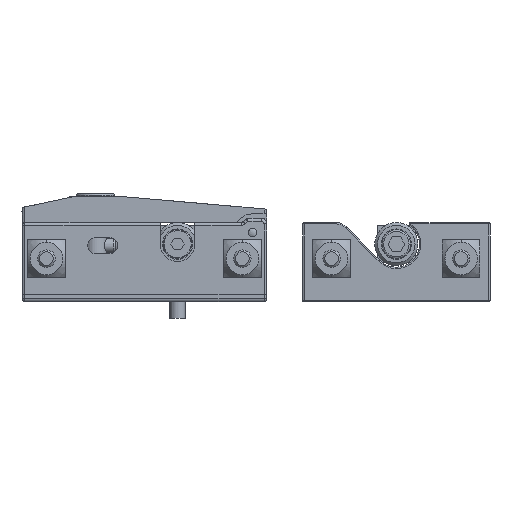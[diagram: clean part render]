
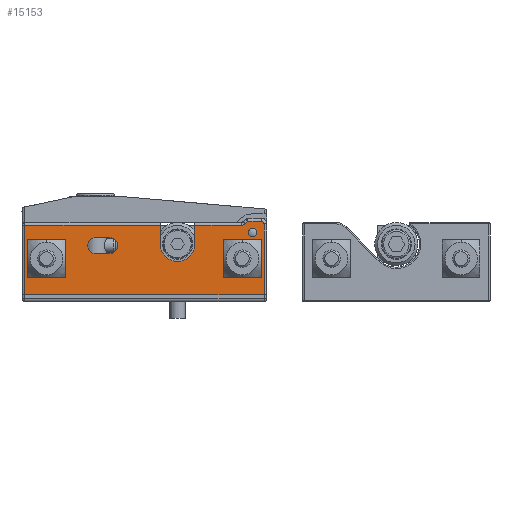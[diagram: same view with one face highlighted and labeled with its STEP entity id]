
A CAD part, left-side view. The second image highlights one B-rep face of the part: STEP entity #15153.
In plain terms, the highlighted planar face has unit normal (-1, 0, 0).
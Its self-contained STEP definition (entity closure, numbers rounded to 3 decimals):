
#42=B_SPLINE_CURVE_WITH_KNOTS('',3,(#24036,#24037,#24038,#24039,#24040,
#24041,#24042,#24043,#24044,#24045,#24046,#24047,#24048,#24049,#24050,#24051,
#24052,#24053,#24054,#24055,#24056,#24057,#24058,#24059,#24060,#24061,#24062,
#24063,#24064,#24065,#24066),.UNSPECIFIED.,.F.,.F.,(4,3,3,3,3,3,3,3,3,3,
4),(0.,0.11,0.222,0.333,0.444,
0.5,0.606,0.714,0.821,0.928,
1.),.UNSPECIFIED.);
#451=FACE_BOUND('',#2268,.T.);
#452=FACE_BOUND('',#2269,.T.);
#453=FACE_BOUND('',#2270,.T.);
#454=FACE_BOUND('',#2271,.T.);
#660=PLANE('',#16348);
#1279=FACE_OUTER_BOUND('',#2267,.T.);
#2267=EDGE_LOOP('',(#11023,#11024,#11025,#11026,#11027,#11028,#11029,#11030,
#11031,#11032,#11033,#11034));
#2268=EDGE_LOOP('',(#11035,#11036,#11037,#11038));
#2269=EDGE_LOOP('',(#11039));
#2270=EDGE_LOOP('',(#11040));
#2271=EDGE_LOOP('',(#11041));
#3406=LINE('',#24068,#4678);
#3407=LINE('',#24070,#4679);
#3408=LINE('',#24074,#4680);
#3409=LINE('',#24076,#4681);
#3410=LINE('',#24078,#4682);
#3411=LINE('',#24080,#4683);
#3412=LINE('',#24082,#4684);
#3413=LINE('',#24086,#4685);
#3414=LINE('',#24087,#4686);
#3415=LINE('',#24092,#4687);
#3416=LINE('',#24095,#4688);
#4678=VECTOR('',#18681,1000.);
#4679=VECTOR('',#18682,1000.);
#4680=VECTOR('',#18685,1000.);
#4681=VECTOR('',#18686,1000.);
#4682=VECTOR('',#18687,1000.);
#4683=VECTOR('',#18688,1000.);
#4684=VECTOR('',#18689,1000.);
#4685=VECTOR('',#18692,1000.);
#4686=VECTOR('',#18693,1000.);
#4687=VECTOR('',#18696,1000.);
#4688=VECTOR('',#18699,1000.);
#5850=CIRCLE('',#16311,6.3);
#5853=CIRCLE('',#16315,6.3);
#5854=CIRCLE('',#16317,1.5);
#5874=CIRCLE('',#16349,6.);
#5875=CIRCLE('',#16350,1.);
#5876=CIRCLE('',#16351,2.75);
#5877=CIRCLE('',#16352,2.75);
#6774=VERTEX_POINT('',#23952);
#6777=VERTEX_POINT('',#23960);
#6778=VERTEX_POINT('',#23964);
#6802=VERTEX_POINT('',#24034);
#6803=VERTEX_POINT('',#24035);
#6804=VERTEX_POINT('',#24067);
#6805=VERTEX_POINT('',#24069);
#6806=VERTEX_POINT('',#24071);
#6807=VERTEX_POINT('',#24073);
#6808=VERTEX_POINT('',#24075);
#6809=VERTEX_POINT('',#24077);
#6810=VERTEX_POINT('',#24079);
#6811=VERTEX_POINT('',#24081);
#6812=VERTEX_POINT('',#24083);
#6813=VERTEX_POINT('',#24085);
#6814=VERTEX_POINT('',#24088);
#6815=VERTEX_POINT('',#24089);
#6816=VERTEX_POINT('',#24091);
#6817=VERTEX_POINT('',#24093);
#8333=EDGE_CURVE('',#6774,#6774,#5850,.T.);
#8337=EDGE_CURVE('',#6777,#6777,#5853,.T.);
#8338=EDGE_CURVE('',#6778,#6778,#5854,.T.);
#8372=EDGE_CURVE('',#6802,#6803,#42,.T.);
#8373=EDGE_CURVE('',#6803,#6804,#3406,.T.);
#8374=EDGE_CURVE('',#6804,#6805,#3407,.T.);
#8375=EDGE_CURVE('',#6805,#6806,#5874,.T.);
#8376=EDGE_CURVE('',#6806,#6807,#3408,.T.);
#8377=EDGE_CURVE('',#6807,#6808,#3409,.T.);
#8378=EDGE_CURVE('',#6808,#6809,#3410,.T.);
#8379=EDGE_CURVE('',#6809,#6810,#3411,.T.);
#8380=EDGE_CURVE('',#6810,#6811,#3412,.T.);
#8381=EDGE_CURVE('',#6812,#6811,#5875,.T.);
#8382=EDGE_CURVE('',#6812,#6813,#3413,.T.);
#8383=EDGE_CURVE('',#6813,#6802,#3414,.T.);
#8384=EDGE_CURVE('',#6814,#6815,#5876,.T.);
#8385=EDGE_CURVE('',#6815,#6816,#3415,.T.);
#8386=EDGE_CURVE('',#6816,#6817,#5877,.T.);
#8387=EDGE_CURVE('',#6817,#6814,#3416,.T.);
#11023=ORIENTED_EDGE('',*,*,#8372,.T.);
#11024=ORIENTED_EDGE('',*,*,#8373,.T.);
#11025=ORIENTED_EDGE('',*,*,#8374,.T.);
#11026=ORIENTED_EDGE('',*,*,#8375,.T.);
#11027=ORIENTED_EDGE('',*,*,#8376,.T.);
#11028=ORIENTED_EDGE('',*,*,#8377,.T.);
#11029=ORIENTED_EDGE('',*,*,#8378,.T.);
#11030=ORIENTED_EDGE('',*,*,#8379,.T.);
#11031=ORIENTED_EDGE('',*,*,#8380,.T.);
#11032=ORIENTED_EDGE('',*,*,#8381,.F.);
#11033=ORIENTED_EDGE('',*,*,#8382,.T.);
#11034=ORIENTED_EDGE('',*,*,#8383,.T.);
#11035=ORIENTED_EDGE('',*,*,#8384,.T.);
#11036=ORIENTED_EDGE('',*,*,#8385,.T.);
#11037=ORIENTED_EDGE('',*,*,#8386,.T.);
#11038=ORIENTED_EDGE('',*,*,#8387,.T.);
#11039=ORIENTED_EDGE('',*,*,#8333,.T.);
#11040=ORIENTED_EDGE('',*,*,#8337,.T.);
#11041=ORIENTED_EDGE('',*,*,#8338,.T.);
#15153=ADVANCED_FACE('',(#1279,#451,#452,#453,#454),#660,.T.);
#16311=AXIS2_PLACEMENT_3D('',#23954,#18590,#18591);
#16315=AXIS2_PLACEMENT_3D('',#23962,#18599,#18600);
#16317=AXIS2_PLACEMENT_3D('',#23965,#18603,#18604);
#16348=AXIS2_PLACEMENT_3D('',#24033,#18679,#18680);
#16349=AXIS2_PLACEMENT_3D('',#24072,#18683,#18684);
#16350=AXIS2_PLACEMENT_3D('',#24084,#18690,#18691);
#16351=AXIS2_PLACEMENT_3D('',#24090,#18694,#18695);
#16352=AXIS2_PLACEMENT_3D('',#24094,#18697,#18698);
#18590=DIRECTION('center_axis',(1.,0.,0.));
#18591=DIRECTION('ref_axis',(0.,0.,-1.));
#18599=DIRECTION('center_axis',(1.,0.,0.));
#18600=DIRECTION('ref_axis',(0.,0.,-1.));
#18603=DIRECTION('center_axis',(1.,0.,0.));
#18604=DIRECTION('ref_axis',(0.,0.,1.));
#18679=DIRECTION('center_axis',(-1.,0.,0.));
#18680=DIRECTION('ref_axis',(0.,0.,-1.));
#18681=DIRECTION('',(0.,1.,0.));
#18682=DIRECTION('',(0.,0.,-1.));
#18683=DIRECTION('center_axis',(1.,0.,0.));
#18684=DIRECTION('ref_axis',(0.,0.,1.));
#18685=DIRECTION('',(0.,0.,1.));
#18686=DIRECTION('',(0.,1.,0.));
#18687=DIRECTION('',(0.,0.,-1.));
#18688=DIRECTION('',(0.,-1.,0.));
#18689=DIRECTION('',(0.,0.,1.));
#18690=DIRECTION('center_axis',(1.,0.,0.));
#18691=DIRECTION('ref_axis',(0.,-1.,0.));
#18692=DIRECTION('',(0.,1.,0.));
#18693=DIRECTION('',(0.,0.707,-0.707));
#18694=DIRECTION('center_axis',(1.,0.,0.));
#18695=DIRECTION('ref_axis',(0.,0.,1.));
#18696=DIRECTION('',(0.,1.,0.));
#18697=DIRECTION('center_axis',(1.,0.,0.));
#18698=DIRECTION('ref_axis',(0.,0.,1.));
#18699=DIRECTION('',(0.,-1.,0.));
#23952=CARTESIAN_POINT('',(-96.681,-30.79,5.425));
#23954=CARTESIAN_POINT('Origin',(-96.681,-30.79,-0.875));
#23960=CARTESIAN_POINT('',(-96.681,37.21,5.425));
#23962=CARTESIAN_POINT('Origin',(-96.681,37.21,-0.875));
#23964=CARTESIAN_POINT('',(-96.681,-34.29,6.625));
#23965=CARTESIAN_POINT('Origin',(-96.681,-34.29,8.125));
#24033=CARTESIAN_POINT('Origin',(-96.681,44.71,12.125));
#24034=CARTESIAN_POINT('',(-96.681,-31.79,11.211));
#24035=CARTESIAN_POINT('',(-96.681,-30.375,10.625));
#24036=CARTESIAN_POINT('Ctrl Pts',(-96.681,-31.79,
11.211));
#24037=CARTESIAN_POINT('Ctrl Pts',(-96.681,-31.748,
11.17));
#24038=CARTESIAN_POINT('Ctrl Pts',(-96.681,-31.706,
11.131));
#24039=CARTESIAN_POINT('Ctrl Pts',(-96.681,-31.661,
11.094));
#24040=CARTESIAN_POINT('Ctrl Pts',(-96.681,-31.617,
11.056));
#24041=CARTESIAN_POINT('Ctrl Pts',(-96.681,-31.57,
11.02));
#24042=CARTESIAN_POINT('Ctrl Pts',(-96.681,-31.523,
10.987));
#24043=CARTESIAN_POINT('Ctrl Pts',(-96.681,-31.475,
10.954));
#24044=CARTESIAN_POINT('Ctrl Pts',(-96.681,-31.426,
10.922));
#24045=CARTESIAN_POINT('Ctrl Pts',(-96.681,-31.376,
10.893));
#24046=CARTESIAN_POINT('Ctrl Pts',(-96.681,-31.326,10.864));
#24047=CARTESIAN_POINT('Ctrl Pts',(-96.681,-31.275,
10.838));
#24048=CARTESIAN_POINT('Ctrl Pts',(-96.681,-31.222,
10.813));
#24049=CARTESIAN_POINT('Ctrl Pts',(-96.681,-31.195,
10.801));
#24050=CARTESIAN_POINT('Ctrl Pts',(-96.681,-31.168,
10.789));
#24051=CARTESIAN_POINT('Ctrl Pts',(-96.681,-31.141,10.777));
#24052=CARTESIAN_POINT('Ctrl Pts',(-96.681,-31.089,
10.756));
#24053=CARTESIAN_POINT('Ctrl Pts',(-96.681,-31.036,
10.737));
#24054=CARTESIAN_POINT('Ctrl Pts',(-96.681,-30.984,
10.72));
#24055=CARTESIAN_POINT('Ctrl Pts',(-96.681,-30.93,10.703));
#24056=CARTESIAN_POINT('Ctrl Pts',(-96.681,-30.876,
10.688));
#24057=CARTESIAN_POINT('Ctrl Pts',(-96.681,-30.821,
10.675));
#24058=CARTESIAN_POINT('Ctrl Pts',(-96.681,-30.767,
10.663));
#24059=CARTESIAN_POINT('Ctrl Pts',(-96.681,-30.712,
10.653));
#24060=CARTESIAN_POINT('Ctrl Pts',(-96.681,-30.656,
10.645));
#24061=CARTESIAN_POINT('Ctrl Pts',(-96.681,-30.601,
10.637));
#24062=CARTESIAN_POINT('Ctrl Pts',(-96.681,-30.546,10.632));
#24063=CARTESIAN_POINT('Ctrl Pts',(-96.681,-30.49,
10.628));
#24064=CARTESIAN_POINT('Ctrl Pts',(-96.681,-30.452,
10.626));
#24065=CARTESIAN_POINT('Ctrl Pts',(-96.681,-30.414,
10.625));
#24066=CARTESIAN_POINT('Ctrl Pts',(-96.681,-30.375,
10.625));
#24067=CARTESIAN_POINT('',(-96.681,-14.29,10.625));
#24068=CARTESIAN_POINT('',(-96.681,44.71,10.625));
#24069=CARTESIAN_POINT('',(-96.681,-14.29,4.125));
#24070=CARTESIAN_POINT('',(-96.681,-14.29,12.125));
#24071=CARTESIAN_POINT('',(-96.681,-2.29,4.125));
#24072=CARTESIAN_POINT('Origin',(-96.681,-8.29,4.125));
#24073=CARTESIAN_POINT('',(-96.681,-2.29,10.625));
#24074=CARTESIAN_POINT('',(-96.681,-2.29,12.125));
#24075=CARTESIAN_POINT('',(-96.681,44.71,10.625));
#24076=CARTESIAN_POINT('',(-96.681,44.71,10.625));
#24077=CARTESIAN_POINT('',(-96.681,44.71,-13.375));
#24078=CARTESIAN_POINT('',(-96.681,44.71,12.125));
#24079=CARTESIAN_POINT('',(-96.681,-38.29,-13.375));
#24080=CARTESIAN_POINT('',(-96.681,44.71,-13.375));
#24081=CARTESIAN_POINT('',(-96.681,-38.29,11.125));
#24082=CARTESIAN_POINT('',(-96.681,-38.29,12.125));
#24083=CARTESIAN_POINT('',(-96.681,-37.29,12.125));
#24084=CARTESIAN_POINT('Origin',(-96.681,-37.29,11.125));
#24085=CARTESIAN_POINT('',(-96.681,-32.704,12.125));
#24086=CARTESIAN_POINT('',(-96.681,44.71,12.125));
#24087=CARTESIAN_POINT('',(-96.681,-32.704,12.125));
#24088=CARTESIAN_POINT('',(-96.681,15.21,6.375));
#24089=CARTESIAN_POINT('',(-96.681,15.21,0.875));
#24090=CARTESIAN_POINT('Origin',(-96.681,15.21,3.625));
#24091=CARTESIAN_POINT('',(-96.681,20.21,0.875));
#24092=CARTESIAN_POINT('',(-96.681,44.71,0.875));
#24093=CARTESIAN_POINT('',(-96.681,20.21,6.375));
#24094=CARTESIAN_POINT('Origin',(-96.681,20.21,3.625));
#24095=CARTESIAN_POINT('',(-96.681,44.71,6.375));
